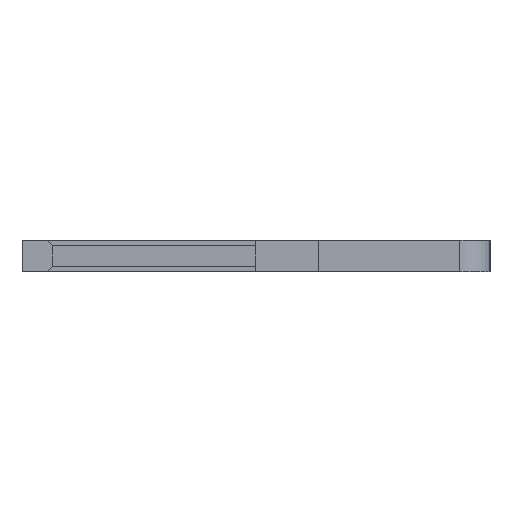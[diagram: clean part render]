
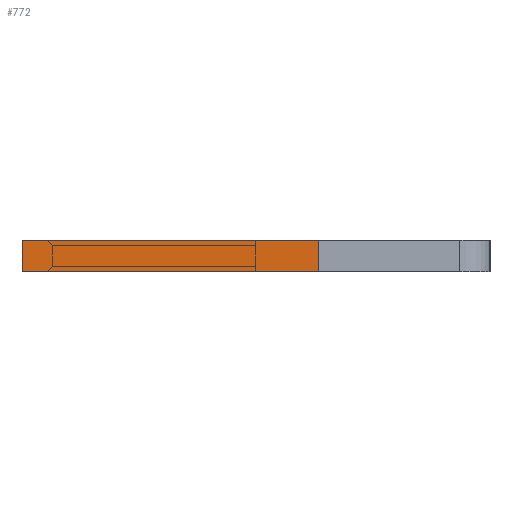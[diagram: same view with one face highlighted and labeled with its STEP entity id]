
A CAD part, left-side view. The second image highlights one B-rep face of the part: STEP entity #772.
In plain terms, the highlighted face is planar.
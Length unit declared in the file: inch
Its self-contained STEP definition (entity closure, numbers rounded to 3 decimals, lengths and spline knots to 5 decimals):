
#167 = VECTOR ( 'NONE', #1336, 39.37008 ) ;
#284 = AXIS2_PLACEMENT_3D ( 'NONE', #983, #3148, #2885 ) ;
#412 = LINE ( 'NONE', #1997, #1091 ) ;
#495 = VERTEX_POINT ( 'NONE', #3514 ) ;
#563 = VERTEX_POINT ( 'NONE', #1918 ) ;
#772 = ADVANCED_FACE ( 'NONE', ( #1820 ), #1870, .F. ) ;
#983 = CARTESIAN_POINT ( 'NONE',  ( 0.01, 0.15, -0.04 ) ) ;
#1014 = CARTESIAN_POINT ( 'NONE',  ( -0.01, 0.15, -0.04 ) ) ;
#1091 = VECTOR ( 'NONE', #1094, 39.37008 ) ;
#1094 = DIRECTION ( 'NONE',  ( -1., 0., 0. ) ) ;
#1336 = DIRECTION ( 'NONE',  ( -1., 0., 0. ) ) ;
#1430 = CARTESIAN_POINT ( 'NONE',  ( -0.01, -0.04, -0.04 ) ) ;
#1609 = VERTEX_POINT ( 'NONE', #1014 ) ;
#1629 = ORIENTED_EDGE ( 'NONE', *, *, #1993, .F. ) ;
#1767 = EDGE_LOOP ( 'NONE', ( #2455, #1629, #2158, #3951 ) ) ;
#1788 = VECTOR ( 'NONE', #3671, 39.37008 ) ;
#1820 = FACE_OUTER_BOUND ( 'NONE', #1767, .T. ) ;
#1870 = PLANE ( 'NONE',  #284 ) ;
#1918 = CARTESIAN_POINT ( 'NONE',  ( 0.01, 0.15, -0.04 ) ) ;
#1993 = EDGE_CURVE ( 'NONE', #563, #1609, #3513, .T. ) ;
#1997 = CARTESIAN_POINT ( 'NONE',  ( 0.01, -0.04, -0.04 ) ) ;
#2158 = ORIENTED_EDGE ( 'NONE', *, *, #2859, .F. ) ;
#2189 = EDGE_CURVE ( 'NONE', #495, #2474, #412, .T. ) ;
#2455 = ORIENTED_EDGE ( 'NONE', *, *, #3099, .T. ) ;
#2474 = VERTEX_POINT ( 'NONE', #1430 ) ;
#2492 = LINE ( 'NONE', #3694, #2988 ) ;
#2588 = CARTESIAN_POINT ( 'NONE',  ( 0.01, 0.15, -0.04 ) ) ;
#2633 = LINE ( 'NONE', #2748, #1788 ) ;
#2748 = CARTESIAN_POINT ( 'NONE',  ( -0.01, 0.15, -0.04 ) ) ;
#2859 = EDGE_CURVE ( 'NONE', #495, #563, #2492, .T. ) ;
#2885 = DIRECTION ( 'NONE',  ( 1., 0., 0. ) ) ;
#2988 = VECTOR ( 'NONE', #3399, 39.37008 ) ;
#3099 = EDGE_CURVE ( 'NONE', #2474, #1609, #2633, .T. ) ;
#3148 = DIRECTION ( 'NONE',  ( 0., 0., 1. ) ) ;
#3399 = DIRECTION ( 'NONE',  ( 0., 1., 0. ) ) ;
#3513 = LINE ( 'NONE', #2588, #167 ) ;
#3514 = CARTESIAN_POINT ( 'NONE',  ( 0.01, -0.04, -0.04 ) ) ;
#3671 = DIRECTION ( 'NONE',  ( 0., 1., 0. ) ) ;
#3694 = CARTESIAN_POINT ( 'NONE',  ( 0.01, 0.15, -0.04 ) ) ;
#3951 = ORIENTED_EDGE ( 'NONE', *, *, #2189, .T. ) ;
